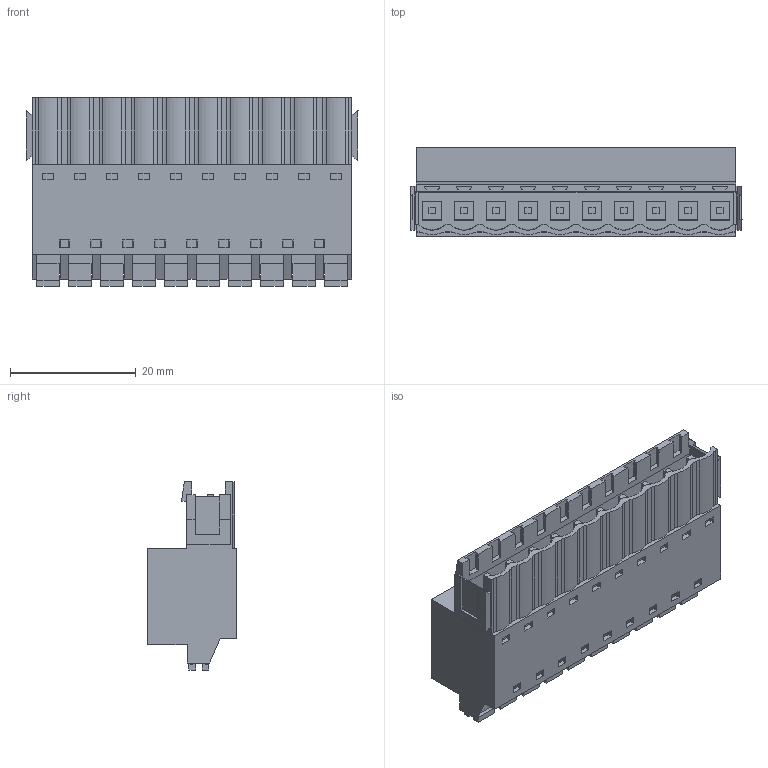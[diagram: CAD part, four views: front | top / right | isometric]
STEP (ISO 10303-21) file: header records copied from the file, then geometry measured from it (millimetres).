
FILE_DESCRIPTION(('CATIA V5 STEP Exchange','CAx-IF Rec.Pracs.--- Model Styling and Organization---1.4--- 2014-01-23'),'2;1');
FILE_NAME ('D1521769_0_1335530000_1335530000.stp','2022-03-02T14:30:54+00:00',('none'),('Weidmueller'),'CATIA Version 5-6 Release 2016 SP3 HF44','CATIA V5 STEP AP214','none');
FILE_SCHEMA(('AUTOMOTIVE_DESIGN { 1 0 10303 214 1 1 1 1 }'));
Length unit declared in the file: millimetre
Products named in the file (1): 1335530000
Bounding box: 52.75 x 14.2 x 29.93 mm (x, y, z)
Volume: 11250.6 mm3; surface area: 10087.8 mm2
Topology: 21 solids, 21 shells, 1003 faces, 2647 edges, 1734 vertices
Faces by surface type: plane 893, cylinder 90, extrusion 20
Entity records: 29253 total; most frequent: CARTESIAN_POINT 6178, ORIENTED_EDGE 5294, DIRECTION 3697, EDGE_CURVE 2647, VECTOR 2455, LINE 2435, VERTEX_POINT 1734, EDGE_LOOP 1107
